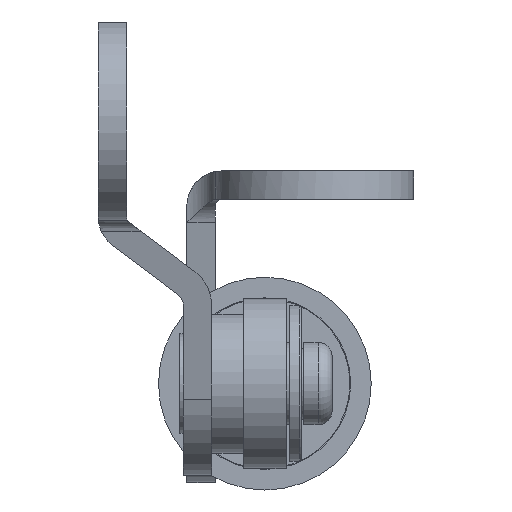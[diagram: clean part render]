
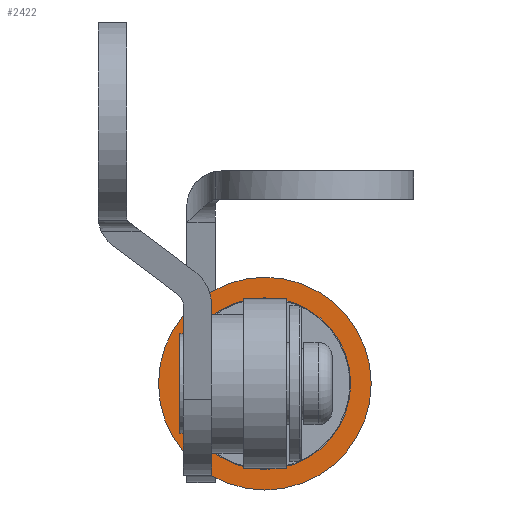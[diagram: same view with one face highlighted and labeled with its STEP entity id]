
A CAD part, left-side view. The second image highlights one B-rep face of the part: STEP entity #2422.
In plain terms, the highlighted planar face has unit normal (-1, 0, 0).
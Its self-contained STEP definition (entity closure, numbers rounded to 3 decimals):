
#385=PLANE('',#2596);
#522=FACE_BOUND('',#747,.T.);
#580=FACE_OUTER_BOUND('',#746,.T.);
#746=EDGE_LOOP('',(#1716));
#747=EDGE_LOOP('',(#1717));
#963=CIRCLE('',#2594,6.05);
#964=CIRCLE('',#2597,7.5);
#1131=VERTEX_POINT('',#3797);
#1132=VERTEX_POINT('',#3801);
#1369=EDGE_CURVE('',#1131,#1131,#963,.T.);
#1370=EDGE_CURVE('',#1132,#1132,#964,.T.);
#1716=ORIENTED_EDGE('',*,*,#1370,.T.);
#1717=ORIENTED_EDGE('',*,*,#1369,.T.);
#2422=ADVANCED_FACE('',(#580,#522),#385,.T.);
#2594=AXIS2_PLACEMENT_3D('',#3798,#2955,#2956);
#2596=AXIS2_PLACEMENT_3D('',#3800,#2959,#2960);
#2597=AXIS2_PLACEMENT_3D('',#3802,#2961,#2962);
#2955=DIRECTION('center_axis',(1.,0.,0.));
#2956=DIRECTION('ref_axis',(0.,0.,-1.));
#2959=DIRECTION('center_axis',(-1.,0.,0.));
#2960=DIRECTION('ref_axis',(0.,0.,1.));
#2961=DIRECTION('center_axis',(-1.,0.,0.));
#2962=DIRECTION('ref_axis',(0.,0.,1.));
#3797=CARTESIAN_POINT('',(0.,0.,6.05));
#3798=CARTESIAN_POINT('Origin',(0.,0.,0.));
#3800=CARTESIAN_POINT('Origin',(0.,0.,3.75));
#3801=CARTESIAN_POINT('',(0.,0.,7.5));
#3802=CARTESIAN_POINT('Origin',(0.,0.,0.));
